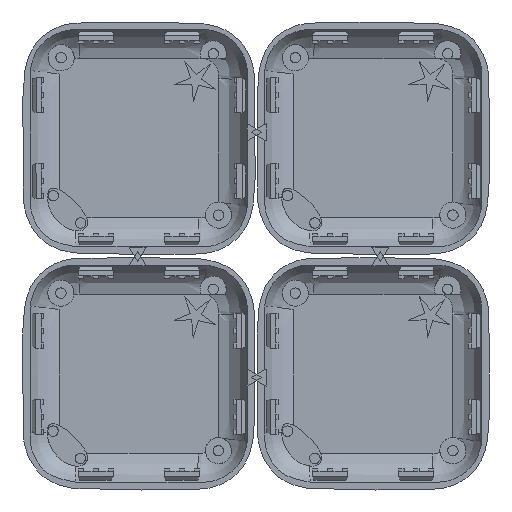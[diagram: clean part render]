
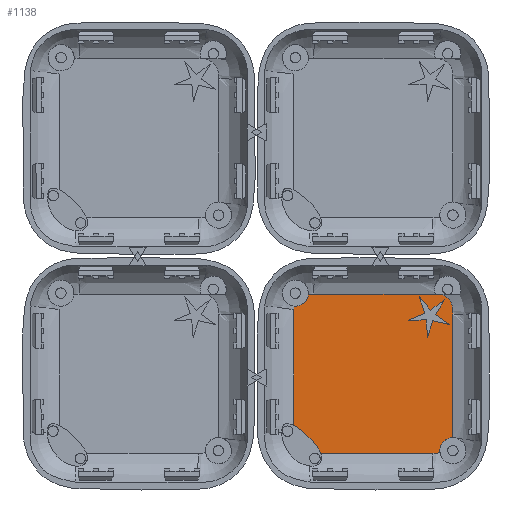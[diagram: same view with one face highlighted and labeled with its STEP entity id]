
A CAD part, top view. The second image highlights one B-rep face of the part: STEP entity #1138.
In plain terms, the highlighted planar face has unit normal (0, 0, 1).
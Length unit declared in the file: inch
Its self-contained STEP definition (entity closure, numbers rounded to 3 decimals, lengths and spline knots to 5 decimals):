
#1138=ADVANCED_FACE('',(#1472),#5065,.T.);
#1472=FACE_OUTER_BOUND('',#1808,.T.);
#1808=EDGE_LOOP('',(#2656,#2657,#2658,#2659,#2660,#2661,#2662,#2663));
#2656=ORIENTED_EDGE('',*,*,#3645,.F.);
#2657=ORIENTED_EDGE('',*,*,#3651,.F.);
#2658=ORIENTED_EDGE('',*,*,#3654,.F.);
#2659=ORIENTED_EDGE('',*,*,#3637,.F.);
#2660=ORIENTED_EDGE('',*,*,#3648,.F.);
#2661=ORIENTED_EDGE('',*,*,#3656,.F.);
#2662=ORIENTED_EDGE('',*,*,#3659,.F.);
#2663=ORIENTED_EDGE('',*,*,#3641,.F.);
#3637=EDGE_CURVE('',#4650,#4649,#4197,.T.);
#3641=EDGE_CURVE('',#4654,#4653,#4201,.T.);
#3645=EDGE_CURVE('',#4657,#4654,#4205,.T.);
#3648=EDGE_CURVE('',#4659,#4650,#4208,.T.);
#3651=EDGE_CURVE('',#4661,#4657,#4211,.T.);
#3654=EDGE_CURVE('',#4649,#4661,#4214,.T.);
#3656=EDGE_CURVE('',#4663,#4659,#4216,.T.);
#3659=EDGE_CURVE('',#4653,#4663,#4219,.T.);
#4197=B_SPLINE_CURVE_WITH_KNOTS('',3,(#14545,#14546,#14547,#14548,#14549,
#14550,#14551,#14552,#14553,#14554,#14555,#14556,#14557,#14558),
 .UNSPECIFIED.,.F.,.F.,(4,2,1,2,1,1,1,2,4),(-2.33956,-2.26645,
-2.22989,-2.19334,-2.17506,-2.15678,
-2.1385,-2.12022,-2.12022),.UNSPECIFIED.);
#4201=B_SPLINE_CURVE_WITH_KNOTS('',3,(#14608,#14609,#14610,#14611,#14612,
#14613,#14614,#14615,#14616,#14617,#14618,#14619,#14620,#14621,#14622),
 .UNSPECIFIED.,.F.,.F.,(4,1,1,1,1,2,1,1,1,2,4),(-4.67912,-4.64256,
-4.606,-4.56945,-4.55117,-4.53289,
-4.51462,-4.49634,-4.47806,-4.45978,
-4.45978),.UNSPECIFIED.);
#4205=B_SPLINE_CURVE_WITH_KNOTS('',3,(#14672,#14673,#14674,#14675,#14676,
#14677,#14678,#14679,#14680,#14681),.UNSPECIFIED.,.F.,.F.,(4,1,2,2,1,4),
(-0.95044,-0.91389,-0.87733,-0.58489,
-0.07311,0.),.UNSPECIFIED.);
#4208=B_SPLINE_CURVE_WITH_KNOTS('',3,(#14737,#14738,#14739,#14740,#14741,
#14742,#14743,#14744,#14745),.UNSPECIFIED.,.F.,.F.,(4,1,2,2,4),(-3.29,
-3.25345,-3.21689,-2.92445,-2.33956),
 .UNSPECIFIED.);
#4211=B_SPLINE_CURVE_WITH_KNOTS('',3,(#14789,#14790,#14791,#14792,#14793,
#14794,#14795,#14796,#14797,#14798,#14799,#14800,#14801,#14802),
 .UNSPECIFIED.,.F.,.F.,(4,2,1,2,1,1,1,2,4),(-1.16978,-1.09667,
-1.06011,-1.02356,-1.00528,-0.987,
-0.96872,-0.95045,-0.95044),.UNSPECIFIED.);
#4214=B_SPLINE_CURVE_WITH_KNOTS('',3,(#14846,#14847,#14848,#14849,#14850,
#14851,#14852,#14853,#14854),.UNSPECIFIED.,.F.,.F.,(4,1,2,2,4),(-2.12022,
-2.08367,-2.04711,-1.75467,-1.16978),
 .UNSPECIFIED.);
#4216=B_SPLINE_CURVE_WITH_KNOTS('',3,(#14892,#14893,#14894,#14895,#14896,
#14897,#14898,#14899,#14900,#14901,#14902,#14903,#14904,#14905),
 .UNSPECIFIED.,.F.,.F.,(4,2,1,2,1,1,1,2,4),(-3.50934,-3.43623,
-3.39967,-3.36311,-3.34484,-3.32656,
-3.30828,-3.29,-3.29),.UNSPECIFIED.);
#4219=B_SPLINE_CURVE_WITH_KNOTS('',3,(#14949,#14950,#14951,#14952,#14953,
#14954,#14955,#14956,#14957),.UNSPECIFIED.,.F.,.F.,(4,1,2,2,4),(-4.45978,
-4.42323,-4.38667,-4.09423,-3.50934),
 .UNSPECIFIED.);
#4649=VERTEX_POINT('',#14511);
#4650=VERTEX_POINT('',#14512);
#4653=VERTEX_POINT('',#14515);
#4654=VERTEX_POINT('',#14516);
#4657=VERTEX_POINT('',#14519);
#4659=VERTEX_POINT('',#14521);
#4661=VERTEX_POINT('',#14523);
#4663=VERTEX_POINT('',#14525);
#5065=PLANE('',#5302);
#5302=AXIS2_PLACEMENT_3D('',#14434,#5499,$);
#5499=DIRECTION('',(0.,0.,1.));
#14434=CARTESIAN_POINT('',(1.9197,0.11042,0.05));
#14511=CARTESIAN_POINT('',(3.14012,1.17991,0.05));
#14512=CARTESIAN_POINT('',(3.02211,1.33191,0.05));
#14515=CARTESIAN_POINT('',(1.9198,0.2634,0.05));
#14516=CARTESIAN_POINT('',(2.03784,0.11142,0.05));
#14519=CARTESIAN_POINT('',(2.98822,0.11149,0.05));
#14521=CARTESIAN_POINT('',(2.07171,1.33181,0.05));
#14523=CARTESIAN_POINT('',(3.14022,0.22951,0.05));
#14525=CARTESIAN_POINT('',(1.91971,1.2138,0.05));
#14545=CARTESIAN_POINT('',(3.02211,1.33191,0.05));
#14546=CARTESIAN_POINT('',(3.04648,1.33193,0.05));
#14547=CARTESIAN_POINT('',(3.07076,1.32416,0.05));
#14548=CARTESIAN_POINT('',(3.10059,1.3029,0.05));
#14549=CARTESIAN_POINT('',(3.1181,1.28569,0.05));
#14550=CARTESIAN_POINT('',(3.12979,1.26387,0.05));
#14551=CARTESIAN_POINT('',(3.13593,1.2465,0.05));
#14552=CARTESIAN_POINT('',(3.13891,1.23476,0.05));
#14553=CARTESIAN_POINT('',(3.14042,1.2166,0.05));
#14554=CARTESIAN_POINT('',(3.1401,1.19822,0.05));
#14555=CARTESIAN_POINT('',(3.1401,1.18599,0.05));
#14556=CARTESIAN_POINT('',(3.14012,1.17992,0.05));
#14557=CARTESIAN_POINT('',(3.14012,1.17991,0.05));
#14558=CARTESIAN_POINT('',(3.14012,1.17991,0.05));
#14608=CARTESIAN_POINT('',(2.03784,0.11142,0.05));
#14609=CARTESIAN_POINT('',(2.02565,0.11204,0.05));
#14610=CARTESIAN_POINT('',(2.00093,0.1162,0.05));
#14611=CARTESIAN_POINT('',(1.96824,0.1316,0.05));
#14612=CARTESIAN_POINT('',(1.9463,0.15311,0.05));
#14613=CARTESIAN_POINT('',(1.93302,0.17407,0.05));
#14614=CARTESIAN_POINT('',(1.92805,0.18535,0.05));
#14615=CARTESIAN_POINT('',(1.92397,0.19686,0.05));
#14616=CARTESIAN_POINT('',(1.92105,0.20855,0.05));
#14617=CARTESIAN_POINT('',(1.9195,0.2267,0.05));
#14618=CARTESIAN_POINT('',(1.91984,0.2451,0.05));
#14619=CARTESIAN_POINT('',(1.91982,0.25733,0.05));
#14620=CARTESIAN_POINT('',(1.9198,0.2634,0.05));
#14621=CARTESIAN_POINT('',(1.9198,0.2634,0.05));
#14622=CARTESIAN_POINT('',(1.9198,0.2634,0.05));
#14672=CARTESIAN_POINT('',(2.98822,0.11149,0.05));
#14673=CARTESIAN_POINT('',(2.97609,0.11145,0.05));
#14674=CARTESIAN_POINT('',(2.95174,0.11137,0.05));
#14675=CARTESIAN_POINT('',(2.92735,0.11144,0.05));
#14676=CARTESIAN_POINT('',(2.8177,0.11138,0.05));
#14677=CARTESIAN_POINT('',(2.7202,0.11148,0.05));
#14678=CARTESIAN_POINT('',(2.45213,0.11113,0.05));
#14679=CARTESIAN_POINT('',(2.25718,0.11235,0.05));
#14680=CARTESIAN_POINT('',(2.06221,0.11011,0.05));
#14681=CARTESIAN_POINT('',(2.03784,0.11142,0.05));
#14737=CARTESIAN_POINT('',(2.07171,1.33181,0.05));
#14738=CARTESIAN_POINT('',(2.08384,1.33186,0.05));
#14739=CARTESIAN_POINT('',(2.10819,1.33193,0.05));
#14740=CARTESIAN_POINT('',(2.13258,1.33187,0.05));
#14741=CARTESIAN_POINT('',(2.24223,1.3319,0.05));
#14742=CARTESIAN_POINT('',(2.33973,1.33189,0.05));
#14743=CARTESIAN_POINT('',(2.63217,1.3319,0.05));
#14744=CARTESIAN_POINT('',(2.82712,1.33188,0.05));
#14745=CARTESIAN_POINT('',(3.02211,1.33191,0.05));
#14789=CARTESIAN_POINT('',(3.14022,0.22951,0.05));
#14790=CARTESIAN_POINT('',(3.14022,0.20514,0.05));
#14791=CARTESIAN_POINT('',(3.13248,0.18086,0.05));
#14792=CARTESIAN_POINT('',(3.11121,0.15103,0.05));
#14793=CARTESIAN_POINT('',(3.094,0.13351,0.05));
#14794=CARTESIAN_POINT('',(3.07218,0.12183,0.05));
#14795=CARTESIAN_POINT('',(3.05481,0.11567,0.05));
#14796=CARTESIAN_POINT('',(3.04307,0.11272,0.05));
#14797=CARTESIAN_POINT('',(3.02491,0.1112,0.05));
#14798=CARTESIAN_POINT('',(3.00653,0.11154,0.05));
#14799=CARTESIAN_POINT('',(2.9943,0.11151,0.05));
#14800=CARTESIAN_POINT('',(2.98823,0.11149,0.05));
#14801=CARTESIAN_POINT('',(2.98822,0.11149,0.05));
#14802=CARTESIAN_POINT('',(2.98822,0.11149,0.05));
#14846=CARTESIAN_POINT('',(3.14012,1.17991,0.05));
#14847=CARTESIAN_POINT('',(3.14017,1.16778,0.05));
#14848=CARTESIAN_POINT('',(3.14024,1.14343,0.05));
#14849=CARTESIAN_POINT('',(3.14018,1.11904,0.05));
#14850=CARTESIAN_POINT('',(3.14022,1.00939,0.05));
#14851=CARTESIAN_POINT('',(3.14019,0.91189,0.05));
#14852=CARTESIAN_POINT('',(3.14021,0.61945,0.05));
#14853=CARTESIAN_POINT('',(3.14018,0.4245,0.05));
#14854=CARTESIAN_POINT('',(3.14022,0.22951,0.05));
#14892=CARTESIAN_POINT('',(1.91971,1.2138,0.05));
#14893=CARTESIAN_POINT('',(1.91971,1.23817,0.05));
#14894=CARTESIAN_POINT('',(1.92744,1.26245,0.05));
#14895=CARTESIAN_POINT('',(1.94872,1.29228,0.05));
#14896=CARTESIAN_POINT('',(1.96593,1.3098,0.05));
#14897=CARTESIAN_POINT('',(1.98775,1.32147,0.05));
#14898=CARTESIAN_POINT('',(2.00512,1.32763,0.05));
#14899=CARTESIAN_POINT('',(2.01686,1.3306,0.05));
#14900=CARTESIAN_POINT('',(2.03502,1.33211,0.05));
#14901=CARTESIAN_POINT('',(2.0534,1.33179,0.05));
#14902=CARTESIAN_POINT('',(2.06563,1.33179,0.05));
#14903=CARTESIAN_POINT('',(2.0717,1.33181,0.05));
#14904=CARTESIAN_POINT('',(2.0717,1.33181,0.05));
#14905=CARTESIAN_POINT('',(2.07171,1.33181,0.05));
#14949=CARTESIAN_POINT('',(1.9198,0.2634,0.05));
#14950=CARTESIAN_POINT('',(1.91976,0.27553,0.05));
#14951=CARTESIAN_POINT('',(1.91969,0.29988,0.05));
#14952=CARTESIAN_POINT('',(1.91975,0.32427,0.05));
#14953=CARTESIAN_POINT('',(1.91971,0.43392,0.05));
#14954=CARTESIAN_POINT('',(1.91973,0.53142,0.05));
#14955=CARTESIAN_POINT('',(1.91972,0.82386,0.05));
#14956=CARTESIAN_POINT('',(1.91975,1.01881,0.05));
#14957=CARTESIAN_POINT('',(1.91971,1.2138,0.05));
